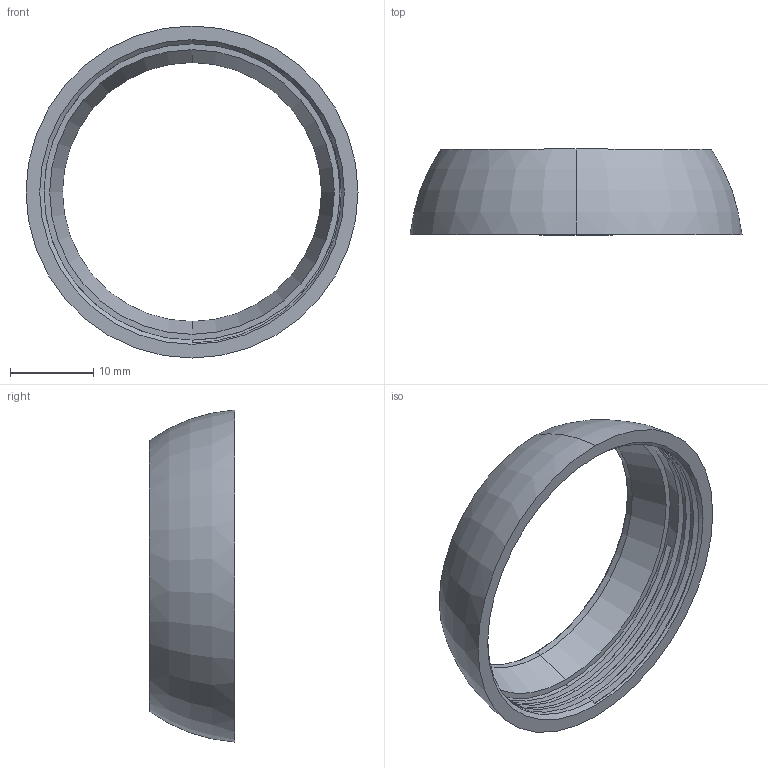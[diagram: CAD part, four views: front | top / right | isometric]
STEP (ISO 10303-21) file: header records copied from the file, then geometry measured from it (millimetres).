
FILE_DESCRIPTION (( 'STEP AP203' ), '1' );
FILE_NAME ('BD6004 .STEP', '2020-10-10T01:01:51', ( '' ), ( '' ), 'SwSTEP 2.0', 'SolidWorks 2015', '' );
FILE_SCHEMA (( 'CONFIG_CONTROL_DESIGN' ));
Length unit declared in the file: millimetre
Products named in the file (1): BD6004 
Bounding box: 40 x 10.3 x 40 mm (x, y, z)
Volume: 1801 mm3; surface area: 3089.8 mm2
Topology: 1 solids, 1 shells, 26 faces, 62 edges, 39 vertices
Faces by surface type: cylinder 10, cone 6, plane 5, bspline 3, torus 2
Entity records: 1333 total; most frequent: CARTESIAN_POINT 700, ORIENTED_EDGE 124, DIRECTION 109, EDGE_CURVE 62, AXIS2_PLACEMENT_3D 44, VERTEX_POINT 39, EDGE_LOOP 29, FACE_OUTER_BOUND 26
